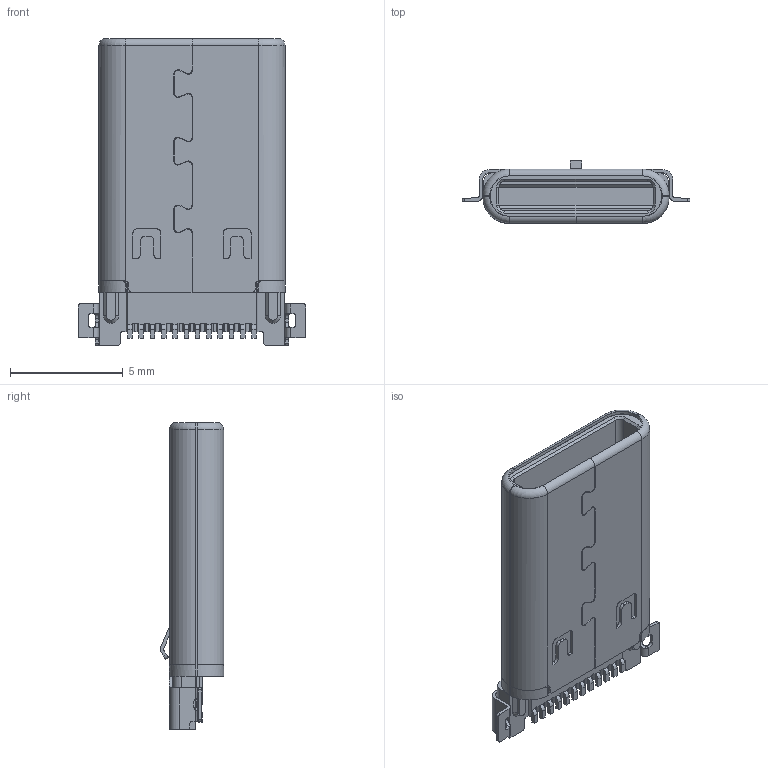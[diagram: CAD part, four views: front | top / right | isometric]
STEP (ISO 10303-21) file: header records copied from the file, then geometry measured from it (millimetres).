
FILE_DESCRIPTION(/* description */ ('Unknown'),/* implementation_level */ '2;1');
FILE_NAME(/* name */ 'UP20-C-F-G-FL-1-P12-TR',/* time_stamp */ '2024-11-19T11:27:17+02:00',/* author */ ('Unknown'),/* organization */ ('Unknown'),/* preprocessor_version */ 'ST-DEVELOPER v18.102',/* originating_system */ 'Solid Edge',/* authorisation */ 'Unknown');
FILE_SCHEMA (('AUTOMOTIVE_DESIGN {1 0 10303 214 3 1 1}'));
Length unit declared in the file: millimetre
Products named in the file (1): UP20-C-F-G-FL-1-P12-TR
Bounding box: 10.1 x 2.8 x 13.6 mm (x, y, z)
Volume: 194.5 mm3; surface area: 815.6 mm2
Topology: 2 solids, 2 shells, 591 faces, 1705 edges, 1112 vertices
Faces by surface type: plane 369, cylinder 196, cone 18, torus 8
Entity records: 23593 total; most frequent: CARTESIAN_POINT 3631, ORIENTED_EDGE 3410, DIRECTION 3252, EDGE_CURVE 1705, LINE 1194, VECTOR 1194, VERTEX_POINT 1112, AXIS2_PLACEMENT_3D 1029
